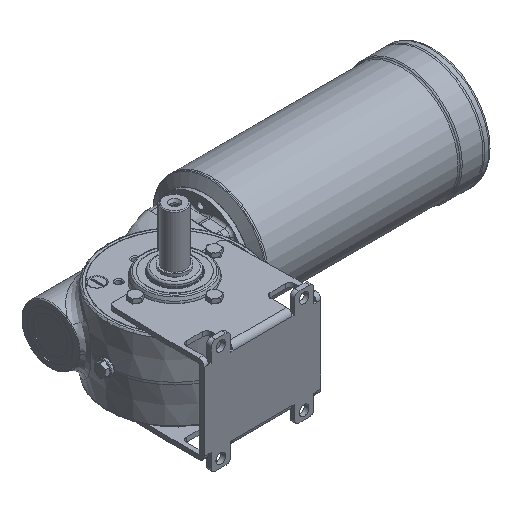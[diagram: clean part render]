
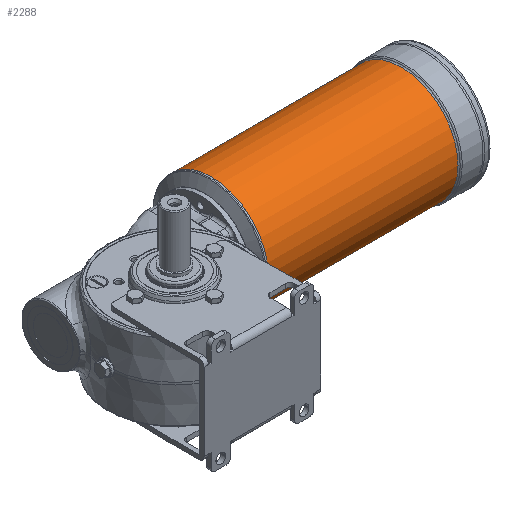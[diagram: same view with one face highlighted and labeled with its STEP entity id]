
A CAD part, isometric view. The second image highlights one B-rep face of the part: STEP entity #2288.
In plain terms, the highlighted cylindrical face has radius 64.5 mm (diameter 129 mm), a full revolution.
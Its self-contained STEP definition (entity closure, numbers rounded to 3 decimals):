
#2288 = ADVANCED_FACE( '', ( #4934, #4935 ), #4936, .T. );
#4934 = FACE_OUTER_BOUND( '', #13240, .T. );
#4935 = FACE_OUTER_BOUND( '', #13241, .T. );
#4936 = CYLINDRICAL_SURFACE( '', #13242, 64.5 );
#13240 = EDGE_LOOP( '', ( #19476 ) );
#13241 = EDGE_LOOP( '', ( #19477 ) );
#13242 = AXIS2_PLACEMENT_3D( '', #19478, #19479, #19480 );
#19476 = ORIENTED_EDGE( '', *, *, #21293, .T. );
#19477 = ORIENTED_EDGE( '', *, *, #20893, .T. );
#19478 = CARTESIAN_POINT( '', ( 265.168, 63., 0. ) );
#19479 = DIRECTION( '', ( -1., 0., 0. ) );
#19480 = DIRECTION( '', ( 0., 1., 0. ) );
#20893 = EDGE_CURVE( '', #23936, #23936, #23937, .T. );
#21293 = EDGE_CURVE( '', #24488, #24488, #24489, .F. );
#23936 = VERTEX_POINT( '', #29862 );
#23937 = CIRCLE( '', #29863, 64.5 );
#24488 = VERTEX_POINT( '', #31164 );
#24489 = CIRCLE( '', #31165, 64.5 );
#29862 = CARTESIAN_POINT( '', ( 105., 127.5, 0. ) );
#29863 = AXIS2_PLACEMENT_3D( '', #34442, #34443, #34444 );
#31164 = CARTESIAN_POINT( '', ( 321.172, 127.5, 0. ) );
#31165 = AXIS2_PLACEMENT_3D( '', #34877, #34878, #34879 );
#34442 = CARTESIAN_POINT( '', ( 105., 63., 0. ) );
#34443 = DIRECTION( '', ( 1., 0., 0. ) );
#34444 = DIRECTION( '', ( 0., 1., 0. ) );
#34877 = CARTESIAN_POINT( '', ( 321.172, 63., 0. ) );
#34878 = DIRECTION( '', ( 1., 0., 0. ) );
#34879 = DIRECTION( '', ( 0., 1., 0. ) );
